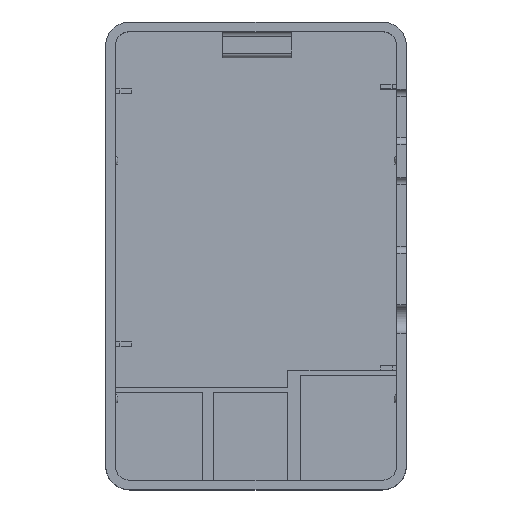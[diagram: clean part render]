
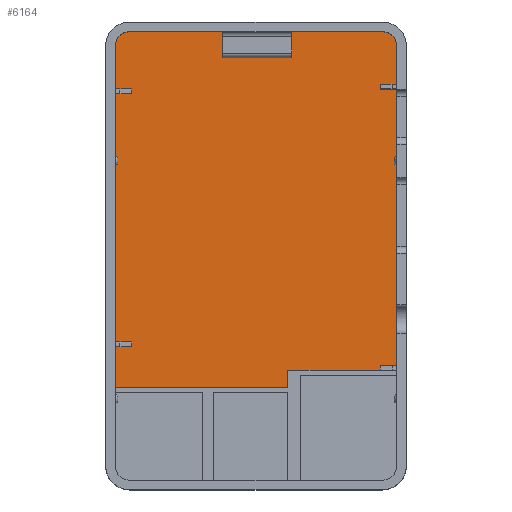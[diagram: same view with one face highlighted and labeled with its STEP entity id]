
A CAD part, top view. The second image highlights one B-rep face of the part: STEP entity #6164.
In plain terms, the highlighted planar face has unit normal (0, 0, 1).
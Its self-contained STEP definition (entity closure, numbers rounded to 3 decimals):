
#277=PLANE('',#6713);
#560=FACE_OUTER_BOUND('',#893,.T.);
#893=EDGE_LOOP('',(#5118,#5119,#5120,#5121,#5122,#5123,#5124,#5125,#5126,
#5127,#5128,#5129,#5130,#5131,#5132,#5133,#5134,#5135,#5136,#5137,#5138,
#5139));
#1415=LINE('',#9791,#2039);
#1419=LINE('',#9798,#2043);
#1429=LINE('',#9820,#2053);
#1442=LINE('',#9847,#2066);
#1540=LINE('',#10117,#2164);
#1543=LINE('',#10121,#2167);
#1544=LINE('',#10124,#2168);
#1545=LINE('',#10126,#2169);
#1546=LINE('',#10128,#2170);
#1547=LINE('',#10130,#2171);
#1548=LINE('',#10132,#2172);
#1549=LINE('',#10133,#2173);
#1550=LINE('',#10135,#2174);
#1551=LINE('',#10137,#2175);
#1552=LINE('',#10138,#2176);
#1553=LINE('',#10142,#2177);
#1554=LINE('',#10145,#2178);
#1555=LINE('',#10147,#2179);
#1556=LINE('',#10149,#2180);
#1557=LINE('',#10150,#2181);
#2039=VECTOR('',#7933,10.);
#2043=VECTOR('',#7937,10.);
#2053=VECTOR('',#7953,10.);
#2066=VECTOR('',#7974,10.);
#2164=VECTOR('',#8238,10.);
#2167=VECTOR('',#8243,10.);
#2168=VECTOR('',#8246,10.);
#2169=VECTOR('',#8247,10.);
#2170=VECTOR('',#8248,10.);
#2171=VECTOR('',#8249,10.);
#2172=VECTOR('',#8250,10.);
#2173=VECTOR('',#8251,10.);
#2174=VECTOR('',#8252,10.);
#2175=VECTOR('',#8253,10.);
#2176=VECTOR('',#8254,10.);
#2177=VECTOR('',#8257,10.);
#2178=VECTOR('',#8260,10.);
#2179=VECTOR('',#8261,10.);
#2180=VECTOR('',#8262,10.);
#2181=VECTOR('',#8263,10.);
#2515=CIRCLE('',#6714,3.);
#2516=CIRCLE('',#6715,3.);
#2897=VERTEX_POINT('',#9742);
#2920=VERTEX_POINT('',#9788);
#2921=VERTEX_POINT('',#9790);
#2924=VERTEX_POINT('',#9796);
#2932=VERTEX_POINT('',#9817);
#2933=VERTEX_POINT('',#9819);
#2942=VERTEX_POINT('',#9844);
#2943=VERTEX_POINT('',#9846);
#3031=VERTEX_POINT('',#10115);
#3032=VERTEX_POINT('',#10116);
#3033=VERTEX_POINT('',#10123);
#3034=VERTEX_POINT('',#10125);
#3035=VERTEX_POINT('',#10127);
#3036=VERTEX_POINT('',#10129);
#3037=VERTEX_POINT('',#10131);
#3038=VERTEX_POINT('',#10134);
#3039=VERTEX_POINT('',#10136);
#3040=VERTEX_POINT('',#10139);
#3041=VERTEX_POINT('',#10141);
#3042=VERTEX_POINT('',#10143);
#3043=VERTEX_POINT('',#10146);
#3044=VERTEX_POINT('',#10148);
#3691=EDGE_CURVE('',#2920,#2921,#1415,.F.);
#3695=EDGE_CURVE('',#2924,#2897,#1419,.F.);
#3705=EDGE_CURVE('',#2933,#2932,#1429,.T.);
#3718=EDGE_CURVE('',#2943,#2942,#1442,.T.);
#3853=EDGE_CURVE('',#3031,#3032,#1540,.T.);
#3856=EDGE_CURVE('',#2942,#3031,#1543,.T.);
#3857=EDGE_CURVE('',#3033,#3032,#1544,.F.);
#3858=EDGE_CURVE('',#3033,#3034,#1545,.T.);
#3859=EDGE_CURVE('',#3034,#3035,#1546,.T.);
#3860=EDGE_CURVE('',#3035,#3036,#1547,.T.);
#3861=EDGE_CURVE('',#3036,#3037,#1548,.T.);
#3862=EDGE_CURVE('',#3037,#2897,#1549,.T.);
#3863=EDGE_CURVE('',#2924,#3038,#1550,.T.);
#3864=EDGE_CURVE('',#3038,#3039,#1551,.T.);
#3865=EDGE_CURVE('',#3039,#2921,#1552,.T.);
#3866=EDGE_CURVE('',#2920,#3040,#2515,.F.);
#3867=EDGE_CURVE('',#3041,#3040,#1553,.T.);
#3868=EDGE_CURVE('',#3041,#3042,#2516,.T.);
#3869=EDGE_CURVE('',#2933,#3042,#1554,.F.);
#3870=EDGE_CURVE('',#2932,#3043,#1555,.T.);
#3871=EDGE_CURVE('',#3043,#3044,#1556,.T.);
#3872=EDGE_CURVE('',#2943,#3044,#1557,.F.);
#5118=ORIENTED_EDGE('',*,*,#3718,.T.);
#5119=ORIENTED_EDGE('',*,*,#3856,.T.);
#5120=ORIENTED_EDGE('',*,*,#3853,.T.);
#5121=ORIENTED_EDGE('',*,*,#3857,.F.);
#5122=ORIENTED_EDGE('',*,*,#3858,.T.);
#5123=ORIENTED_EDGE('',*,*,#3859,.T.);
#5124=ORIENTED_EDGE('',*,*,#3860,.T.);
#5125=ORIENTED_EDGE('',*,*,#3861,.T.);
#5126=ORIENTED_EDGE('',*,*,#3862,.T.);
#5127=ORIENTED_EDGE('',*,*,#3695,.F.);
#5128=ORIENTED_EDGE('',*,*,#3863,.T.);
#5129=ORIENTED_EDGE('',*,*,#3864,.T.);
#5130=ORIENTED_EDGE('',*,*,#3865,.T.);
#5131=ORIENTED_EDGE('',*,*,#3691,.F.);
#5132=ORIENTED_EDGE('',*,*,#3866,.T.);
#5133=ORIENTED_EDGE('',*,*,#3867,.F.);
#5134=ORIENTED_EDGE('',*,*,#3868,.T.);
#5135=ORIENTED_EDGE('',*,*,#3869,.F.);
#5136=ORIENTED_EDGE('',*,*,#3705,.T.);
#5137=ORIENTED_EDGE('',*,*,#3870,.T.);
#5138=ORIENTED_EDGE('',*,*,#3871,.T.);
#5139=ORIENTED_EDGE('',*,*,#3872,.F.);
#6164=ADVANCED_FACE('',(#560),#277,.T.);
#6713=AXIS2_PLACEMENT_3D('',#10122,#8244,#8245);
#6714=AXIS2_PLACEMENT_3D('',#10140,#8255,#8256);
#6715=AXIS2_PLACEMENT_3D('',#10144,#8258,#8259);
#7933=DIRECTION('',(0.,1.,0.));
#7937=DIRECTION('',(0.,1.,0.));
#7953=DIRECTION('',(1.,0.,0.));
#7974=DIRECTION('',(1.,0.,0.));
#8238=DIRECTION('',(-1.,0.,0.));
#8243=DIRECTION('',(0.,-1.,0.));
#8244=DIRECTION('center_axis',(0.,0.,1.));
#8245=DIRECTION('ref_axis',(1.,0.,0.));
#8246=DIRECTION('',(0.,-1.,0.));
#8247=DIRECTION('',(1.,0.,0.));
#8248=DIRECTION('',(0.,1.,0.));
#8249=DIRECTION('',(1.,0.,0.));
#8250=DIRECTION('',(0.,1.,0.));
#8251=DIRECTION('',(1.,0.,0.));
#8252=DIRECTION('',(-1.,0.,0.));
#8253=DIRECTION('',(0.,1.,0.));
#8254=DIRECTION('',(1.,0.,0.));
#8255=DIRECTION('center_axis',(0.,0.,-1.));
#8256=DIRECTION('ref_axis',(0.707,0.707,0.));
#8257=DIRECTION('',(1.,0.,0.));
#8258=DIRECTION('center_axis',(0.,0.,1.));
#8259=DIRECTION('ref_axis',(-0.707,0.707,0.));
#8260=DIRECTION('',(0.,-1.,0.));
#8261=DIRECTION('',(0.,-1.,0.));
#8262=DIRECTION('',(-1.,0.,0.));
#8263=DIRECTION('',(0.,-1.,0.));
#9742=CARTESIAN_POINT('',(29.5,-22.95,2.));
#9788=CARTESIAN_POINT('',(29.5,44.,2.));
#9790=CARTESIAN_POINT('',(29.5,36.,2.));
#9791=CARTESIAN_POINT('',(29.5,-24.5,2.));
#9796=CARTESIAN_POINT('',(29.5,35.,2.));
#9798=CARTESIAN_POINT('',(29.5,-24.5,2.));
#9817=CARTESIAN_POINT('',(-26.,35.,2.));
#9819=CARTESIAN_POINT('',(-29.5,35.,2.));
#9820=CARTESIAN_POINT('',(-13.,35.,2.));
#9844=CARTESIAN_POINT('',(-26.,-18.,2.));
#9846=CARTESIAN_POINT('',(-29.5,-18.,2.));
#9847=CARTESIAN_POINT('',(-13.,-18.,2.));
#10115=CARTESIAN_POINT('',(-26.,-19.,2.));
#10116=CARTESIAN_POINT('',(-29.5,-19.,2.));
#10117=CARTESIAN_POINT('',(-14.75,-19.,2.));
#10121=CARTESIAN_POINT('',(-26.,-9.5,2.));
#10122=CARTESIAN_POINT('Origin',(0.,0.,
2.));
#10123=CARTESIAN_POINT('',(-29.5,-27.5,2.));
#10124=CARTESIAN_POINT('',(-29.5,24.5,2.));
#10125=CARTESIAN_POINT('',(6.7,-27.5,2.));
#10126=CARTESIAN_POINT('',(3.35,-27.5,2.));
#10127=CARTESIAN_POINT('',(6.7,-23.95,2.));
#10128=CARTESIAN_POINT('',(6.7,-11.975,2.));
#10129=CARTESIAN_POINT('',(26.,-23.95,2.));
#10130=CARTESIAN_POINT('',(14.75,-23.95,2.));
#10131=CARTESIAN_POINT('',(26.,-22.95,2.));
#10132=CARTESIAN_POINT('',(26.,-11.475,2.));
#10133=CARTESIAN_POINT('',(14.75,-22.95,2.));
#10134=CARTESIAN_POINT('',(26.,35.,2.));
#10135=CARTESIAN_POINT('',(13.,35.,2.));
#10136=CARTESIAN_POINT('',(26.,36.,2.));
#10137=CARTESIAN_POINT('',(26.,18.,2.));
#10138=CARTESIAN_POINT('',(14.75,36.,2.));
#10139=CARTESIAN_POINT('',(26.5,47.,2.));
#10140=CARTESIAN_POINT('Origin',(26.5,44.,2.));
#10141=CARTESIAN_POINT('',(-26.5,47.,2.));
#10142=CARTESIAN_POINT('',(15.75,47.,2.));
#10143=CARTESIAN_POINT('',(-29.5,44.,2.));
#10144=CARTESIAN_POINT('Origin',(-26.5,44.,2.));
#10145=CARTESIAN_POINT('',(-29.5,24.5,2.));
#10146=CARTESIAN_POINT('',(-26.,34.,2.));
#10147=CARTESIAN_POINT('',(-26.,17.,2.));
#10148=CARTESIAN_POINT('',(-29.5,34.,2.));
#10149=CARTESIAN_POINT('',(-14.75,34.,2.));
#10150=CARTESIAN_POINT('',(-29.5,24.5,2.));
